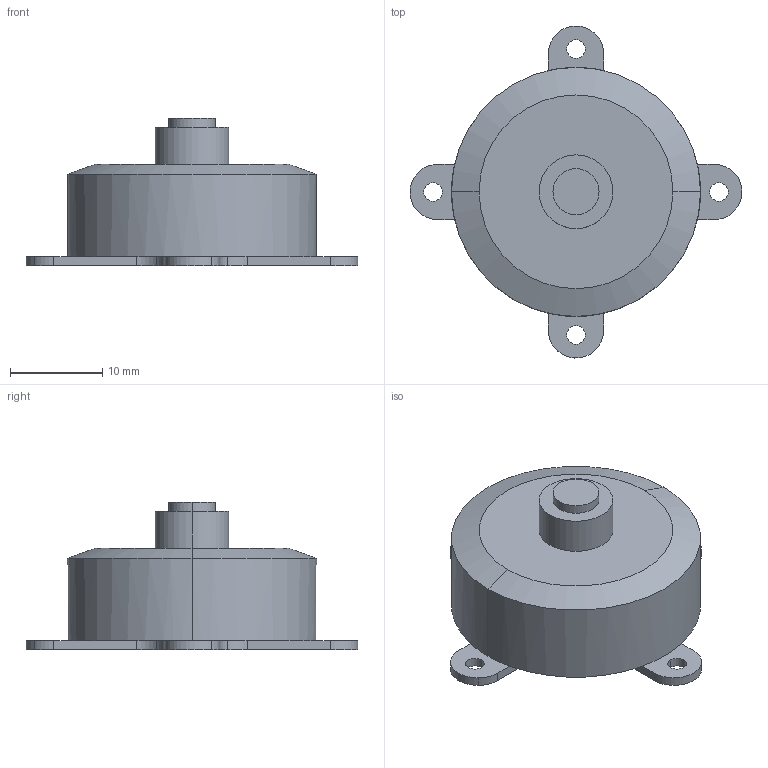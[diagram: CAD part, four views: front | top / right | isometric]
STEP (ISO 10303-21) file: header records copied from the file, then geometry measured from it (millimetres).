
FILE_DESCRIPTION((''),' ');
FILE_NAME('Turnigy_2404_golden.stp',' ',('Felix Schill'),('Scinamics'),' ','ACIS 14.0',' ');
FILE_SCHEMA(('automotive_design'));
Length unit declared in the file: inch
Products named in the file (1): Part_190676
Bounding box: 35.99 x 35.99 x 16 mm (x, y, z)
Volume: 6193.3 mm3; surface area: 2350.5 mm2
Topology: 1 solids, 1 shells, 52 faces, 134 edges, 86 vertices
Faces by surface type: cylinder 30, plane 20, cone 2
Entity records: 3164 total; most frequent: DIRECTION 310, STYLED_ITEM 273, PRESENTATION_STYLE_ASSIGNMENT 273, CARTESIAN_POINT 273, COLOUR_RGB 273, ORIENTED_EDGE 268, EDGE_CURVE 134, CURVE_STYLE 134
